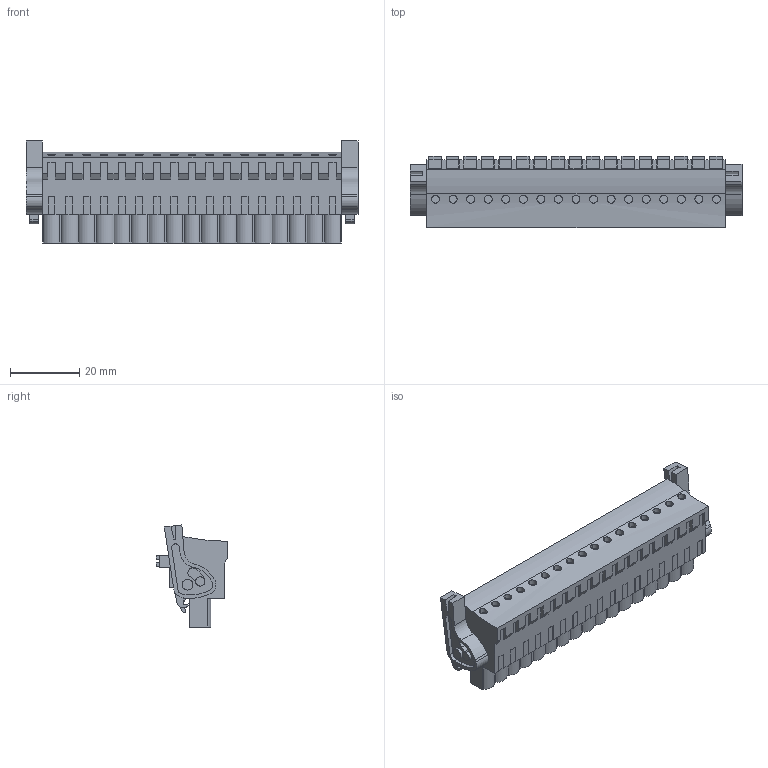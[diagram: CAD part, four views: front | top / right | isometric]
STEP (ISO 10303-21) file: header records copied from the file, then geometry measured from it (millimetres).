
FILE_DESCRIPTION(('CATIA V5 STEP Exchange','CAx-IF Rec.Pracs.--- Model Styling and Organization---1.4--- 2014-01-23'),'2;1');
FILE_NAME ('D1446343_0_1002430000_1002430000.stp','2017-09-09T07:38:49+00:00',('none'),('Weidmueller'),'CATIA Version 5-6 Release 2016','CATIA V5 STEP AP214','none');
FILE_SCHEMA(('AUTOMOTIVE_DESIGN { 1 0 10303 214 1 1 1 1 }'));
Length unit declared in the file: millimetre
Products named in the file (1): 1002430000
Bounding box: 96.06 x 20.64 x 29.52 mm (x, y, z)
Volume: 27473.8 mm3; surface area: 12842.4 mm2
Topology: 20 solids, 20 shells, 1215 faces, 3480 edges, 2383 vertices
Faces by surface type: plane 943, cylinder 262, extrusion 10
Entity records: 36671 total; most frequent: CARTESIAN_POINT 7121, ORIENTED_EDGE 6960, DIRECTION 4659, EDGE_CURVE 3480, VECTOR 2871, LINE 2861, VERTEX_POINT 2383, EDGE_LOOP 1301
